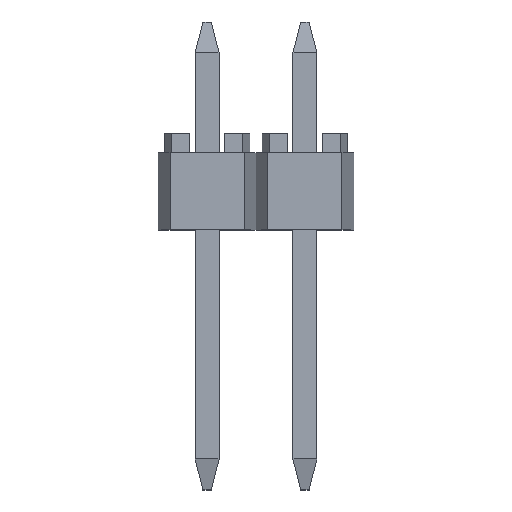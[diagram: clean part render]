
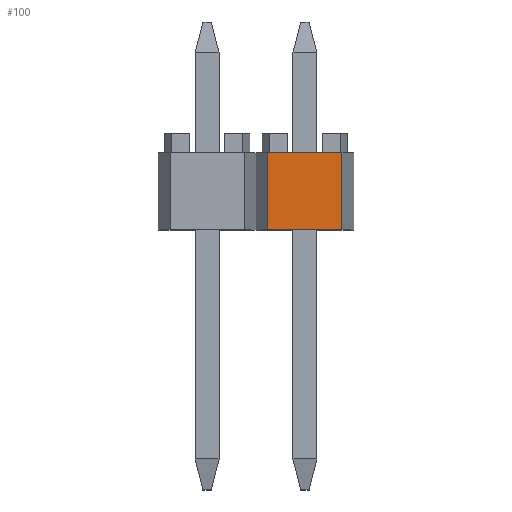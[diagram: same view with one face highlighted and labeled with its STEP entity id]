
A CAD part, top view. The second image highlights one B-rep face of the part: STEP entity #100.
In plain terms, the highlighted planar face has unit normal (0, 0, 1).
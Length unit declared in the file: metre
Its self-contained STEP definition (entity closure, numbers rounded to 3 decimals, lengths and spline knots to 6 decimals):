
#100 = ADVANCED_FACE( '', ( #299 ), #300, .T. );
#299 = FACE_OUTER_BOUND( '', #571, .T. );
#300 = PLANE( '', #572 );
#571 = EDGE_LOOP( '', ( #1181, #1182, #1183, #1184 ) );
#572 = AXIS2_PLACEMENT_3D( '', #1185, #1186, #1187 );
#1181 = ORIENTED_EDGE( '', *, *, #1776, .T. );
#1182 = ORIENTED_EDGE( '', *, *, #1898, .T. );
#1183 = ORIENTED_EDGE( '', *, *, #1706, .F. );
#1184 = ORIENTED_EDGE( '', *, *, #1892, .F. );
#1185 = CARTESIAN_POINT( '', ( -0.002233, -0.001, 0.00254 ) );
#1186 = DIRECTION( '', ( 0., 0., 1. ) );
#1187 = DIRECTION( '', ( 1., 0., 0. ) );
#1706 = EDGE_CURVE( '', #2010, #2012, #2013, .T. );
#1776 = EDGE_CURVE( '', #2150, #2148, #2151, .T. );
#1892 = EDGE_CURVE( '', #2150, #2010, #2347, .T. );
#1898 = EDGE_CURVE( '', #2148, #2012, #2356, .T. );
#2010 = VERTEX_POINT( '', #2502 );
#2012 = VERTEX_POINT( '', #2505 );
#2013 = LINE( '', #2506, #2507 );
#2148 = VERTEX_POINT( '', #2710 );
#2150 = VERTEX_POINT( '', #2713 );
#2151 = LINE( '', #2714, #2715 );
#2347 = LINE( '', #3026, #3027 );
#2356 = LINE( '', #3041, #3042 );
#2502 = CARTESIAN_POINT( '', ( 0.000307, 0.001, 0.00254 ) );
#2505 = CARTESIAN_POINT( '', ( 0.002233, 0.001, 0.00254 ) );
#2506 = CARTESIAN_POINT( '', ( 0.000307, 0.001, 0.00254 ) );
#2507 = VECTOR( '', #3274, 1. );
#2710 = CARTESIAN_POINT( '', ( 0.002233, -0.001, 0.00254 ) );
#2713 = CARTESIAN_POINT( '', ( 0.000307, -0.001, 0.00254 ) );
#2714 = CARTESIAN_POINT( '', ( 0.000307, -0.001, 0.00254 ) );
#2715 = VECTOR( '', #3344, 1. );
#3026 = CARTESIAN_POINT( '', ( 0.000307, -0.001, 0.00254 ) );
#3027 = VECTOR( '', #3460, 1. );
#3041 = CARTESIAN_POINT( '', ( 0.002233, -0.001, 0.00254 ) );
#3042 = VECTOR( '', #3466, 1. );
#3274 = DIRECTION( '', ( 1., 0., 0. ) );
#3344 = DIRECTION( '', ( 1., 0., 0. ) );
#3460 = DIRECTION( '', ( 0., 1., 0. ) );
#3466 = DIRECTION( '', ( 0., 1., 0. ) );
